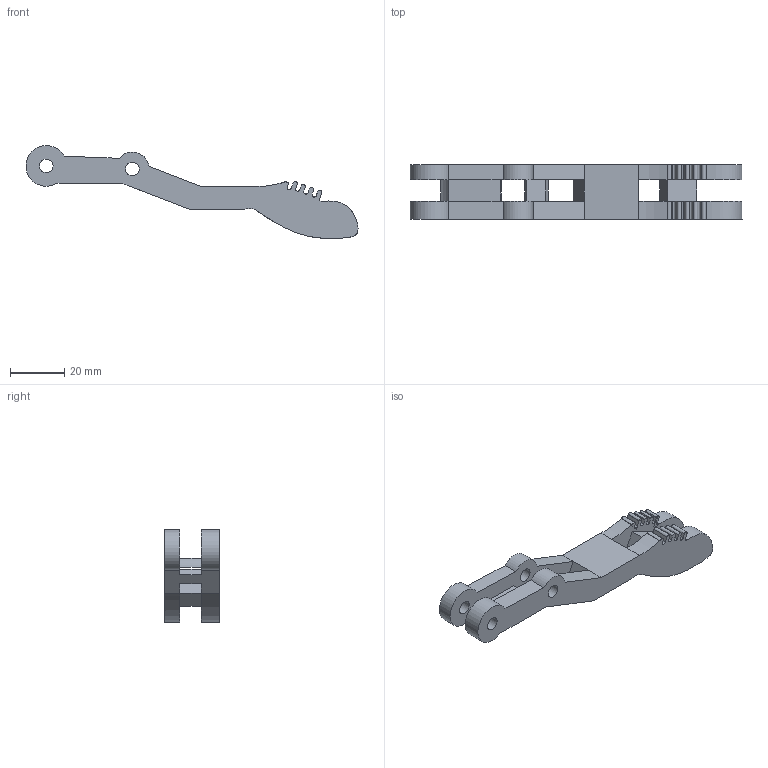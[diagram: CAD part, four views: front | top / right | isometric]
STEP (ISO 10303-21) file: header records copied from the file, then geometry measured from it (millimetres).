
FILE_DESCRIPTION(/* description */ (''),/* implementation_level */ '2;1');
FILE_NAME(/* name */ 'Pata de agarre (v14~recovered).step',/* time_stamp */ '2023-06-26T18:07:45-05:00',/* author */ (''),/* organization */ (''),/* preprocessor_version */ 'ST-DEVELOPER v19.2',/* originating_system */ 'Autodesk Translation Framework v12.6.0.85',/* authorisation */ '');
FILE_SCHEMA (('AUTOMOTIVE_DESIGN { 1 0 10303 214 3 1 1 }'));
Length unit declared in the file: millimetre
Products named in the file (1): Pata de agarre (v14~recovered)
Bounding box: 122.25 x 20.13 x 34.19 mm (x, y, z)
Volume: 19496.8 mm3; surface area: 10227.9 mm2
Topology: 6 solids, 6 shells, 119 faces, 323 edges, 212 vertices
Faces by surface type: plane 60, cylinder 36, bspline 23
Full cylindrical faces by diameter (mm): 5 x4
Entity records: 6380 total; most frequent: CARTESIAN_POINT 3483, ORIENTED_EDGE 646, DIRECTION 530, EDGE_CURVE 323, VERTEX_POINT 212, LINE 192, VECTOR 192, AXIS2_PLACEMENT_3D 169
